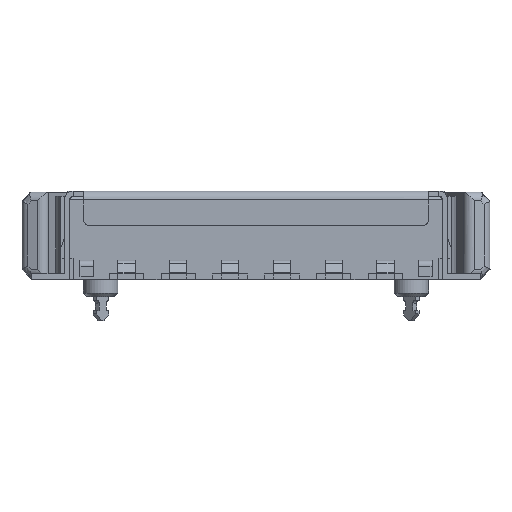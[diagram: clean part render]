
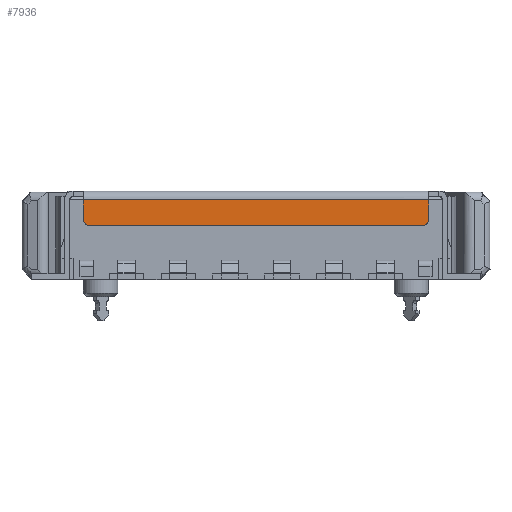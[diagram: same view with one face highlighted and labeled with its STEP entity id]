
A CAD part, top view. The second image highlights one B-rep face of the part: STEP entity #7936.
In plain terms, the highlighted planar face has unit normal (0, 0, 1).
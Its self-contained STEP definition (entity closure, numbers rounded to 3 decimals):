
#257 = CARTESIAN_POINT ( 'NONE',  ( -5., 1.55, 2. ) ) ;
#502 = DIRECTION ( 'NONE',  ( 0., 0., -1. ) ) ;
#638 = CARTESIAN_POINT ( 'NONE',  ( 5., 2.55, 2. ) ) ;
#958 = VECTOR ( 'NONE', #18787, 1000. ) ;
#1181 = EDGE_CURVE ( 'NONE', #24384, #22317, #11419, .T. ) ;
#1327 = LINE ( 'NONE', #638, #958 ) ;
#1995 = VERTEX_POINT ( 'NONE', #21126 ) ;
#2508 = CARTESIAN_POINT ( 'NONE',  ( -4.905, 1.572, 2. ) ) ;
#3413 = DIRECTION ( 'NONE',  ( -1., 0., 0. ) ) ;
#3449 = EDGE_CURVE ( 'NONE', #20103, #22317, #25025, .T. ) ;
#4666 = CARTESIAN_POINT ( 'NONE',  ( -5., 1.698, 2. ) ) ;
#4751 = DIRECTION ( 'NONE',  ( -1., 0., 0. ) ) ;
#5014 = CARTESIAN_POINT ( 'NONE',  ( 4.904, 1.572, 2. ) ) ;
#5062 = B_SPLINE_CURVE_WITH_KNOTS ( 'NONE', 3,
 ( #7155, #27235, #20507, #5014, #13473, #20705 ),
 .UNSPECIFIED., .F., .F.,
 ( 4, 2, 4 ),
 ( 0., 0.5, 1. ),
 .UNSPECIFIED. ) ;
#5600 = VERTEX_POINT ( 'NONE', #19011 ) ;
#5777 = VERTEX_POINT ( 'NONE', #16888 ) ;
#6745 = CARTESIAN_POINT ( 'NONE',  ( -5., 2.3, 2. ) ) ;
#6911 = LINE ( 'NONE', #257, #26854 ) ;
#6968 = ORIENTED_EDGE ( 'NONE', *, *, #1181, .T. ) ;
#7155 = CARTESIAN_POINT ( 'NONE',  ( 5., 1.75, 2. ) ) ;
#7326 = FACE_OUTER_BOUND ( 'NONE', #23926, .T. ) ;
#7826 = CARTESIAN_POINT ( 'NONE',  ( 5., 2.3, 2. ) ) ;
#7936 = ADVANCED_FACE ( 'NONE', ( #7326 ), #24808, .F. ) ;
#9352 = CARTESIAN_POINT ( 'NONE',  ( -4.8, 1.55, 2. ) ) ;
#9514 = ORIENTED_EDGE ( 'NONE', *, *, #26617, .F. ) ;
#10452 = ORIENTED_EDGE ( 'NONE', *, *, #19499, .F. ) ;
#11405 = LINE ( 'NONE', #7826, #28653 ) ;
#11419 = LINE ( 'NONE', #12285, #14254 ) ;
#12102 = CARTESIAN_POINT ( 'NONE',  ( -5., 1.75, 2. ) ) ;
#12285 = CARTESIAN_POINT ( 'NONE',  ( -5., 1.55, 2. ) ) ;
#12381 = DIRECTION ( 'NONE',  ( 0., -1., 0. ) ) ;
#12492 = EDGE_CURVE ( 'NONE', #5777, #1995, #5062, .T. ) ;
#13473 = CARTESIAN_POINT ( 'NONE',  ( 4.852, 1.55, 2. ) ) ;
#14011 = CARTESIAN_POINT ( 'NONE',  ( -4.979, 1.646, 2. ) ) ;
#14254 = VECTOR ( 'NONE', #12381, 1000. ) ;
#16202 = CARTESIAN_POINT ( 'NONE',  ( -4.852, 1.55, 2. ) ) ;
#16888 = CARTESIAN_POINT ( 'NONE',  ( 5., 1.75, 2. ) ) ;
#18433 = CARTESIAN_POINT ( 'NONE',  ( 5., 2.55, 2. ) ) ;
#18663 = ORIENTED_EDGE ( 'NONE', *, *, #23292, .F. ) ;
#18787 = DIRECTION ( 'NONE',  ( 0., -1., 0. ) ) ;
#19011 = CARTESIAN_POINT ( 'NONE',  ( 5., 2.3, 2. ) ) ;
#19426 = DIRECTION ( 'NONE',  ( 1., 0., 0. ) ) ;
#19499 = EDGE_CURVE ( 'NONE', #24384, #5600, #11405, .T. ) ;
#20084 = AXIS2_PLACEMENT_3D ( 'NONE', #18433, #502, #3413 ) ;
#20103 = VERTEX_POINT ( 'NONE', #27970 ) ;
#20371 = CARTESIAN_POINT ( 'NONE',  ( -5., 1.75, 2. ) ) ;
#20507 = CARTESIAN_POINT ( 'NONE',  ( 4.978, 1.646, 2. ) ) ;
#20705 = CARTESIAN_POINT ( 'NONE',  ( 4.8, 1.55, 2. ) ) ;
#21126 = CARTESIAN_POINT ( 'NONE',  ( 4.8, 1.55, 2. ) ) ;
#21694 = ORIENTED_EDGE ( 'NONE', *, *, #3449, .F. ) ;
#22317 = VERTEX_POINT ( 'NONE', #12102 ) ;
#23292 = EDGE_CURVE ( 'NONE', #5600, #5777, #1327, .T. ) ;
#23926 = EDGE_LOOP ( 'NONE', ( #21694, #9514, #27892, #18663, #10452, #6968 ) ) ;
#24384 = VERTEX_POINT ( 'NONE', #6745 ) ;
#24808 = PLANE ( 'NONE',  #20084 ) ;
#25025 = B_SPLINE_CURVE_WITH_KNOTS ( 'NONE', 3,
 ( #9352, #16202, #2508, #14011, #4666, #20371 ),
 .UNSPECIFIED., .F., .F.,
 ( 4, 2, 4 ),
 ( 0., 0.5, 1. ),
 .UNSPECIFIED. ) ;
#26617 = EDGE_CURVE ( 'NONE', #1995, #20103, #6911, .T. ) ;
#26854 = VECTOR ( 'NONE', #4751, 1000. ) ;
#27235 = CARTESIAN_POINT ( 'NONE',  ( 5., 1.698, 2. ) ) ;
#27892 = ORIENTED_EDGE ( 'NONE', *, *, #12492, .F. ) ;
#27970 = CARTESIAN_POINT ( 'NONE',  ( -4.8, 1.55, 2. ) ) ;
#28653 = VECTOR ( 'NONE', #19426, 1000. ) ;
